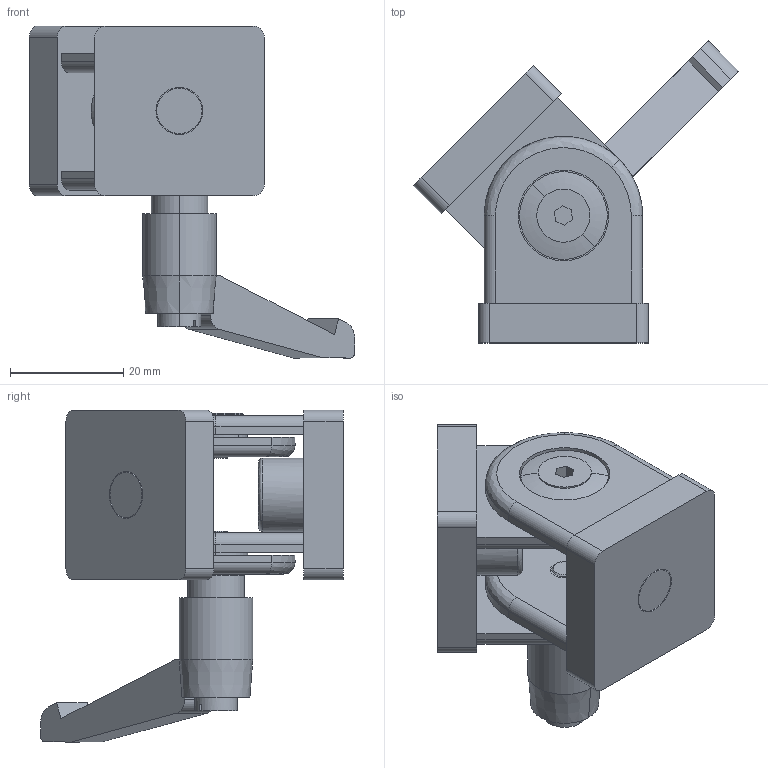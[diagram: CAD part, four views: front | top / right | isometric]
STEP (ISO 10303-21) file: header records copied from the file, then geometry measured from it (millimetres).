
FILE_DESCRIPTION (( 'STEP AP214' ), '1' );
FILE_NAME ('61284103', '2019-02-04T08:22:51', ( '' ), ('JUGARD+KÜNSTNER GmbH'), 'SwSTEP 2.0', 'SolidWorks 2017', '' );
FILE_SCHEMA (( 'AUTOMOTIVE_DESIGN' ));
Length unit declared in the file: millimetre
Products named in the file (4): Kopie von Gelenk-8 30_8^61284103; Kopie von KH M5 L40_3^61284103; Kopie von Gelenk-8 30 KH N-N^61284103; 61284103_CNAJF00
Assembly tree (3 placements, depth 2):
  61284103_CNAJF00
    Kopie von Gelenk-8 30 KH N-N^61284103
    Kopie von Gelenk-8 30_8^61284103
    Kopie von KH M5 L40_3^61284103
Bounding box: 57.49 x 53.47 x 58.67 mm (x, y, z)
Volume: 29016.2 mm3; surface area: 15953.9 mm2
Topology: 3 solids, 3 shells, 176 faces, 422 edges, 277 vertices
Faces by surface type: plane 90, cylinder 63, bspline 12, cone 7, torus 4
Entity records: 6690 total; most frequent: CARTESIAN_POINT 1455, DIRECTION 920, ORIENTED_EDGE 844, EDGE_CURVE 422, AXIS2_PLACEMENT_3D 342, VERTEX_POINT 277, LINE 236, VECTOR 236
